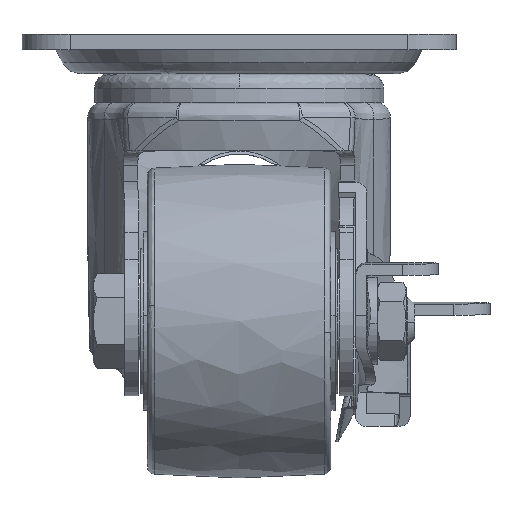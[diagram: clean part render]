
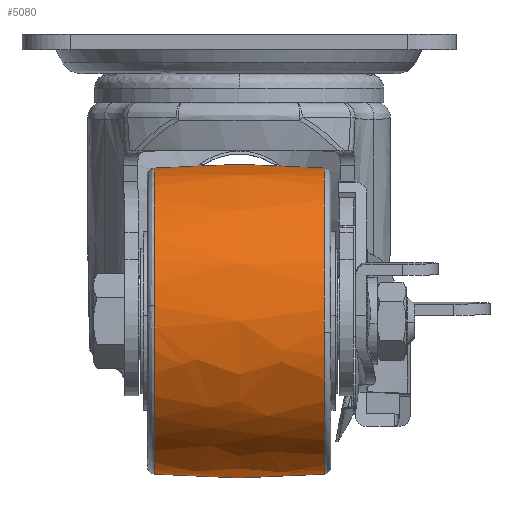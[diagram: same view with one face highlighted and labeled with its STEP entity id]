
A CAD part, left-side view. The second image highlights one B-rep face of the part: STEP entity #5080.
In plain terms, the highlighted free-form (B-spline) face has degree [2, 2] with [3, 7] control points.
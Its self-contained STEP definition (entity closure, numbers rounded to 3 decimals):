
#4592=CARTESIAN_POINT('',(-22.0,17.632,-27.779));
#4593=VERTEX_POINT('',#4592);
#4624=CARTESIAN_POINT('',(-53.561,17.632,-56.316));
#4625=VERTEX_POINT('',#4624);
#4639=CARTESIAN_POINT('',(-22.0,17.632,-27.779));
#4640=CARTESIAN_POINT('',(-50.683,17.632,-27.779));
#4641=CARTESIAN_POINT('',(-53.561,17.632,-56.316));
#4649=(BOUNDED_CURVE()B_SPLINE_CURVE(2,(#4639,#4640,#4641),.UNSPECIFIED.,.F.,.U.)B_SPLINE_CURVE_WITH_KNOTS((3,3),(0.5,0.733),.UNSPECIFIED.)CURVE()GEOMETRIC_REPRESENTATION_ITEM()RATIONAL_B_SPLINE_CURVE((1.0,0.728,0.962))REPRESENTATION_ITEM(''));
#4650=EDGE_CURVE('',#4593,#4625,#4649,.T.);
#4684=CARTESIAN_POINT('',(-22.0,17.632,-91.221));
#4685=VERTEX_POINT('',#4684);
#4699=CARTESIAN_POINT('',(-53.561,17.632,-56.316));
#4700=CARTESIAN_POINT('',(-53.721,17.632,-57.904));
#4701=CARTESIAN_POINT('',(-53.721,17.632,-59.5));
#4702=CARTESIAN_POINT('',(-53.721,17.632,-91.221));
#4703=CARTESIAN_POINT('',(-22.0,17.632,-91.221));
#4711=(BOUNDED_CURVE()B_SPLINE_CURVE(2,(#4699,#4700,#4701,#4702,#4703),.UNSPECIFIED.,.F.,.U.)B_SPLINE_CURVE_WITH_KNOTS((3,2,3),(0.733,0.75,1.0),.UNSPECIFIED.)CURVE()GEOMETRIC_REPRESENTATION_ITEM()RATIONAL_B_SPLINE_CURVE((0.962,0.98,1.0,0.707,1.0))REPRESENTATION_ITEM(''));
#4712=EDGE_CURVE('',#4625,#4685,#4711,.T.);
#4950=CARTESIAN_POINT('',(-22.0,-17.632,-91.221));
#4951=VERTEX_POINT('',#4950);
#4952=CARTESIAN_POINT('',(-22.,-17.632,-91.221));
#4953=CARTESIAN_POINT('',(-22.,0.,-92.782));
#4954=CARTESIAN_POINT('',(-22.0,17.632,-91.221));
#4962=(BOUNDED_CURVE()B_SPLINE_CURVE(2,(#4952,#4953,#4954),.UNSPECIFIED.,.F.,.U.)B_SPLINE_CURVE_WITH_KNOTS((3,3),(0.426,0.574),.UNSPECIFIED.)CURVE()GEOMETRIC_REPRESENTATION_ITEM()RATIONAL_B_SPLINE_CURVE((0.921,0.917,0.921))REPRESENTATION_ITEM(''));
#4963=EDGE_CURVE('',#4951,#4685,#4962,.T.);
#4967=CARTESIAN_POINT('',(-22.0,-17.632,-27.779));
#4968=VERTEX_POINT('',#4967);
#4969=CARTESIAN_POINT('',(-22.,-17.632,-27.779));
#4970=CARTESIAN_POINT('',(-22.,0.,-26.218));
#4971=CARTESIAN_POINT('',(-22.,17.632,-27.779));
#4979=(BOUNDED_CURVE()B_SPLINE_CURVE(2,(#4969,#4970,#4971),.UNSPECIFIED.,.F.,.U.)B_SPLINE_CURVE_WITH_KNOTS((3,3),(0.426,0.574),.UNSPECIFIED.)CURVE()GEOMETRIC_REPRESENTATION_ITEM()RATIONAL_B_SPLINE_CURVE((0.921,0.917,0.921))REPRESENTATION_ITEM(''));
#4980=EDGE_CURVE('',#4968,#4593,#4979,.T.);
#5015=CARTESIAN_POINT('',(-21.118,-19.386,-27.942));
#5016=CARTESIAN_POINT('',(-21.065,0.,-26.054));
#5017=CARTESIAN_POINT('',(-21.118,19.386,-27.942));
#5018=CARTESIAN_POINT('',(-21.556,-19.386,-27.942));
#5019=CARTESIAN_POINT('',(-21.53,0.,-26.054));
#5020=CARTESIAN_POINT('',(-21.556,19.386,-27.942));
#5021=CARTESIAN_POINT('',(-53.558,-19.386,-27.942));
#5022=CARTESIAN_POINT('',(-55.446,0.,-26.054));
#5023=CARTESIAN_POINT('',(-53.558,19.386,-27.942));
#5024=CARTESIAN_POINT('',(-53.558,-19.386,-59.5));
#5025=CARTESIAN_POINT('',(-55.446,0.,-59.5));
#5026=CARTESIAN_POINT('',(-53.558,19.386,-59.5));
#5027=CARTESIAN_POINT('',(-53.558,-19.386,-91.058));
#5028=CARTESIAN_POINT('',(-55.446,0.,-92.946));
#5029=CARTESIAN_POINT('',(-53.558,19.386,-91.058));
#5030=CARTESIAN_POINT('',(-21.556,-19.386,-91.058));
#5031=CARTESIAN_POINT('',(-21.53,0.,-92.946));
#5032=CARTESIAN_POINT('',(-21.556,19.386,-91.058));
#5033=CARTESIAN_POINT('',(-21.118,-19.386,-91.058));
#5034=CARTESIAN_POINT('',(-21.065,0.,-92.946));
#5035=CARTESIAN_POINT('',(-21.118,19.386,-91.058));
#5043=(BOUNDED_SURFACE()B_SPLINE_SURFACE(2,2,((#5015,#5018,#5021,#5024,#5027,#5030,#5033),(#5016,#5019,#5022,#5025,#5028,#5031,#5034),(#5017,#5020,#5023,#5026,#5029,#5032,#5035)),.UNSPECIFIED.,.F.,.F.,.U.)B_SPLINE_SURFACE_WITH_KNOTS((3,3),(3,1,2,1,3),(0.0,38.863),(0.0,1.077,54.925,108.773,109.85),.UNSPECIFIED.)GEOMETRIC_REPRESENTATION_ITEM()RATIONAL_B_SPLINE_SURFACE(((0.932,0.926,0.651,0.921,0.651,0.926,0.932),(0.927,0.922,0.648,0.917,0.648,0.922,0.927),(0.932,0.926,0.651,0.921,0.651,0.926,0.932)))REPRESENTATION_ITEM('')SURFACE());
#5044=ORIENTED_EDGE('',*,*,#4963,.F.);
#5045=CARTESIAN_POINT('',(-53.631,-17.632,-61.889));
#5046=VERTEX_POINT('',#5045);
#5047=CARTESIAN_POINT('',(-53.631,-17.632,-61.889));
#5048=CARTESIAN_POINT('',(-51.415,-17.632,-91.221));
#5049=CARTESIAN_POINT('',(-22.0,-17.632,-91.221));
#5057=(BOUNDED_CURVE()B_SPLINE_CURVE(2,(#5047,#5048,#5049),.UNSPECIFIED.,.F.,.U.)B_SPLINE_CURVE_WITH_KNOTS((3,3),(0.763,1.0),.UNSPECIFIED.)CURVE()GEOMETRIC_REPRESENTATION_ITEM()RATIONAL_B_SPLINE_CURVE((0.971,0.722,1.0))REPRESENTATION_ITEM(''));
#5058=EDGE_CURVE('',#5046,#4951,#5057,.T.);
#5059=ORIENTED_EDGE('',*,*,#5058,.F.);
#5060=CARTESIAN_POINT('',(-22.0,-17.632,-27.779));
#5061=CARTESIAN_POINT('',(-53.721,-17.632,-27.779));
#5062=CARTESIAN_POINT('',(-53.721,-17.632,-59.5));
#5063=CARTESIAN_POINT('',(-53.721,-17.632,-60.696));
#5064=CARTESIAN_POINT('',(-53.631,-17.632,-61.889));
#5072=(BOUNDED_CURVE()B_SPLINE_CURVE(2,(#5060,#5061,#5062,#5063,#5064),.UNSPECIFIED.,.F.,.U.)B_SPLINE_CURVE_WITH_KNOTS((3,2,3),(0.5,0.75,0.763),.UNSPECIFIED.)CURVE()GEOMETRIC_REPRESENTATION_ITEM()RATIONAL_B_SPLINE_CURVE((1.0,0.707,1.0,0.985,0.971))REPRESENTATION_ITEM(''));
#5073=EDGE_CURVE('',#4968,#5046,#5072,.T.);
#5074=ORIENTED_EDGE('',*,*,#5073,.F.);
#5075=ORIENTED_EDGE('',*,*,#4980,.T.);
#5076=ORIENTED_EDGE('',*,*,#4650,.T.);
#5077=ORIENTED_EDGE('',*,*,#4712,.T.);
#5078=EDGE_LOOP('',(#5044,#5059,#5074,#5075,#5076,#5077));
#5079=FACE_OUTER_BOUND('',#5078,.T.);
#5080=ADVANCED_FACE('',(#5079),#5043,.T.);
